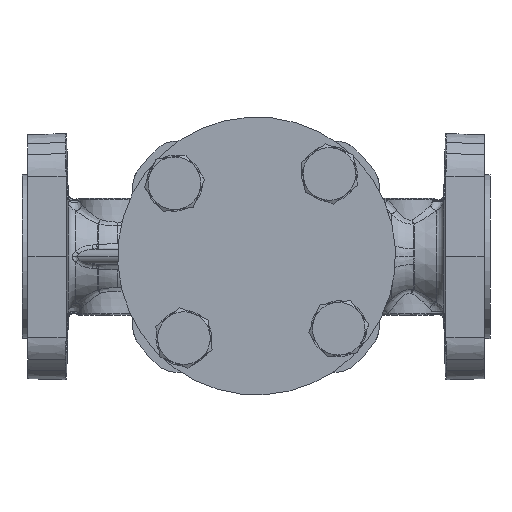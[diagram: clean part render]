
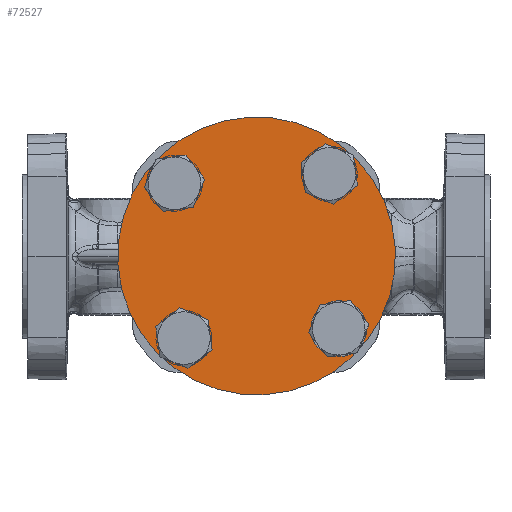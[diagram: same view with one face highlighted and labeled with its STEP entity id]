
A CAD part, front view. The second image highlights one B-rep face of the part: STEP entity #72527.
In plain terms, the highlighted planar face has unit normal (0, -1, 0).
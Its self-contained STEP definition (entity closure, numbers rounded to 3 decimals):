
#72340=CARTESIAN_POINT('',(-77.609,-64.864,
170.853));
#72341=DIRECTION('',(0.,-1.,0.));
#72342=DIRECTION('',(0.06,0.,-0.998));
#72343=AXIS2_PLACEMENT_3D('',#72340,#72341,#72342);
#72345=CARTESIAN_POINT('',(-77.609,-64.864,
170.853));
#72346=DIRECTION('',(0.,-1.,0.));
#72347=DIRECTION('',(-0.06,0.,0.998));
#72348=AXIS2_PLACEMENT_3D('',#72345,#72346,#72347);
#72350=CARTESIAN_POINT('',(-105.679,-64.864,
195.719));
#72351=DIRECTION('',(0.,-1.,0.));
#72352=DIRECTION('',(0.06,0.,-0.998));
#72353=AXIS2_PLACEMENT_3D('',#72350,#72351,#72352);
#72355=CARTESIAN_POINT('',(-105.679,-64.864,
195.719));
#72356=DIRECTION('',(0.,-1.,0.));
#72357=DIRECTION('',(-0.06,0.,0.998));
#72358=AXIS2_PLACEMENT_3D('',#72355,#72356,#72357);
#72360=CARTESIAN_POINT('',(-102.475,-64.864,
142.783));
#72361=DIRECTION('',(0.,-1.,0.));
#72362=DIRECTION('',(0.06,0.,-0.998));
#72363=AXIS2_PLACEMENT_3D('',#72360,#72361,#72362);
#72365=CARTESIAN_POINT('',(-102.475,-64.864,
142.783));
#72366=DIRECTION('',(0.,-1.,0.));
#72367=DIRECTION('',(-0.06,0.,0.998));
#72368=AXIS2_PLACEMENT_3D('',#72365,#72366,#72367);
#72370=CARTESIAN_POINT('',(-52.743,-64.864,
198.923));
#72371=DIRECTION('',(0.,-1.,0.));
#72372=DIRECTION('',(0.06,0.,-0.998));
#72373=AXIS2_PLACEMENT_3D('',#72370,#72371,#72372);
#72375=CARTESIAN_POINT('',(-52.743,-64.864,
198.923));
#72376=DIRECTION('',(0.,-1.,0.));
#72377=DIRECTION('',(-0.06,0.,0.998));
#72378=AXIS2_PLACEMENT_3D('',#72375,#72376,#72377);
#72380=CARTESIAN_POINT('',(-49.539,-64.864,
145.987));
#72381=DIRECTION('',(0.,-1.,0.));
#72382=DIRECTION('',(0.06,0.,-0.998));
#72383=AXIS2_PLACEMENT_3D('',#72380,#72381,#72382);
#72385=CARTESIAN_POINT('',(-49.539,-64.864,
145.987));
#72386=DIRECTION('',(0.,-1.,0.));
#72387=DIRECTION('',(-0.06,0.,0.998));
#72388=AXIS2_PLACEMENT_3D('',#72385,#72386,#72387);
#72404=CARTESIAN_POINT('',(-106.102,-64.864,
202.706));
#72405=CARTESIAN_POINT('',(-105.256,-64.864,
188.732));
#72406=VERTEX_POINT('',#72404);
#72407=VERTEX_POINT('',#72405);
#72412=CARTESIAN_POINT('',(-74.739,-64.864,
123.44));
#72413=VERTEX_POINT('',#72412);
#72414=CARTESIAN_POINT('',(-102.898,-64.864,
149.77));
#72415=CARTESIAN_POINT('',(-102.052,-64.864,
135.795));
#72416=VERTEX_POINT('',#72414);
#72417=VERTEX_POINT('',#72415);
#72422=CARTESIAN_POINT('',(-80.479,-64.864,
218.266));
#72423=VERTEX_POINT('',#72422);
#72428=CARTESIAN_POINT('',(-49.962,-64.864,
152.974));
#72429=CARTESIAN_POINT('',(-49.116,-64.864,
139.));
#72430=VERTEX_POINT('',#72428);
#72431=VERTEX_POINT('',#72429);
#72432=CARTESIAN_POINT('',(-53.166,-64.864,
205.911));
#72433=CARTESIAN_POINT('',(-52.32,-64.864,
191.936));
#72434=VERTEX_POINT('',#72432);
#72435=VERTEX_POINT('',#72433);
#72493=CARTESIAN_POINT('',(-30.196,-64.864,
173.723));
#72494=DIRECTION('',(0.,1.,0.));
#72495=DIRECTION('',(-0.06,0.,0.998));
#72496=AXIS2_PLACEMENT_3D('',#72493,#72494,#72495);
#72497=PLANE('',#72496);
#72498=ORIENTED_EDGE('',*,*,#72483,.F.);
#72500=ORIENTED_EDGE('',*,*,#72499,.F.);
#72501=EDGE_LOOP('',(#72498,#72500));
#72502=FACE_OUTER_BOUND('',#72501,.F.);
#72504=ORIENTED_EDGE('',*,*,#72503,.T.);
#72506=ORIENTED_EDGE('',*,*,#72505,.T.);
#72507=EDGE_LOOP('',(#72504,#72506));
#72508=FACE_BOUND('',#72507,.F.);
#72510=ORIENTED_EDGE('',*,*,#72509,.T.);
#72512=ORIENTED_EDGE('',*,*,#72511,.T.);
#72513=EDGE_LOOP('',(#72510,#72512));
#72514=FACE_BOUND('',#72513,.F.);
#72516=ORIENTED_EDGE('',*,*,#72515,.T.);
#72518=ORIENTED_EDGE('',*,*,#72517,.T.);
#72519=EDGE_LOOP('',(#72516,#72518));
#72520=FACE_BOUND('',#72519,.F.);
#72522=ORIENTED_EDGE('',*,*,#72521,.T.);
#72524=ORIENTED_EDGE('',*,*,#72523,.T.);
#72525=EDGE_LOOP('',(#72522,#72524));
#72526=FACE_BOUND('',#72525,.F.);
#72527=ADVANCED_FACE('',(#72502,#72508,#72514,#72520,#72526),#72497,.F.);
#72344=CIRCLE('',#72343,47.5);
#72349=CIRCLE('',#72348,47.5);
#72354=CIRCLE('',#72353,7.);
#72359=CIRCLE('',#72358,7.);
#72364=CIRCLE('',#72363,7.);
#72369=CIRCLE('',#72368,7.);
#72374=CIRCLE('',#72373,7.);
#72379=CIRCLE('',#72378,7.);
#72384=CIRCLE('',#72383,7.);
#72389=CIRCLE('',#72388,7.);
#72483=EDGE_CURVE('',#72413,#72423,#72344,.T.);
#72499=EDGE_CURVE('',#72423,#72413,#72349,.T.);
#72503=EDGE_CURVE('',#72407,#72406,#72354,.T.);
#72505=EDGE_CURVE('',#72406,#72407,#72359,.T.);
#72509=EDGE_CURVE('',#72417,#72416,#72364,.T.);
#72511=EDGE_CURVE('',#72416,#72417,#72369,.T.);
#72515=EDGE_CURVE('',#72435,#72434,#72374,.T.);
#72517=EDGE_CURVE('',#72434,#72435,#72379,.T.);
#72521=EDGE_CURVE('',#72431,#72430,#72384,.T.);
#72523=EDGE_CURVE('',#72430,#72431,#72389,.T.);
